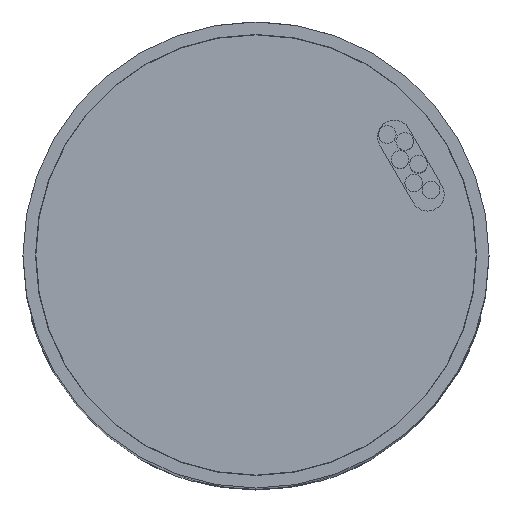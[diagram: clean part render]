
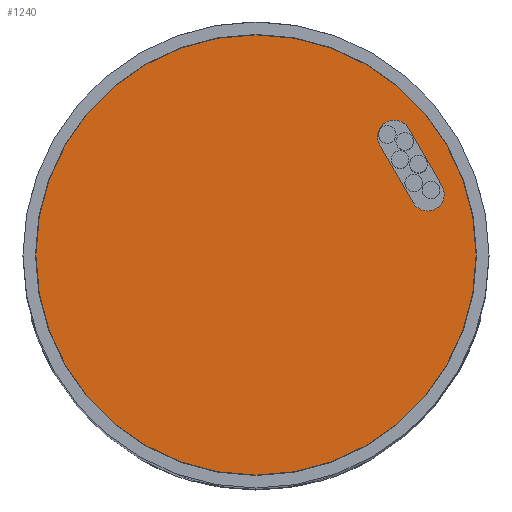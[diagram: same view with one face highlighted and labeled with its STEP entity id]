
A CAD part, top view. The second image highlights one B-rep face of the part: STEP entity #1240.
In plain terms, the highlighted planar face has unit normal (0, 0, 1).
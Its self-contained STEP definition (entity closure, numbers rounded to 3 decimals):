
#147 = CARTESIAN_POINT ( 'NONE',  ( 0., 0., 158. ) ) ;
#298 = CARTESIAN_POINT ( 'NONE',  ( 22.62, 7.286, 158. ) ) ;
#373 = CARTESIAN_POINT ( 'NONE',  ( 16.62, 14.214, 158. ) ) ;
#382 = CIRCLE ( 'NONE', #2216, 2. ) ;
#474 = EDGE_CURVE ( 'NONE', #3579, #3105, #5023, .T. ) ;
#626 = DIRECTION ( 'NONE',  ( 1., 0., 0. ) ) ;
#691 = ORIENTED_EDGE ( 'NONE', *, *, #5094, .T. ) ;
#725 = CARTESIAN_POINT ( 'NONE',  ( 20.62, 7.286, 158. ) ) ;
#840 = FACE_BOUND ( 'NONE', #2414, .T. ) ;
#853 = DIRECTION ( 'NONE',  ( 1., 0., 0. ) ) ;
#987 = ORIENTED_EDGE ( 'NONE', *, *, #5666, .F. ) ;
#1066 = CARTESIAN_POINT ( 'NONE',  ( 0., 0., 158. ) ) ;
#1180 = DIRECTION ( 'NONE',  ( 1., 0., 0. ) ) ;
#1240 = ADVANCED_FACE ( 'NONE', ( #840, #1618 ), #4068, .T. ) ;
#1417 = VECTOR ( 'NONE', #2082, 1000. ) ;
#1614 = AXIS2_PLACEMENT_3D ( 'NONE', #1066, #4763, #2966 ) ;
#1618 = FACE_OUTER_BOUND ( 'NONE', #4812, .T. ) ;
#1714 = LINE ( 'NONE', #2807, #1417 ) ;
#1839 = ORIENTED_EDGE ( 'NONE', *, *, #5019, .F. ) ;
#1878 = ORIENTED_EDGE ( 'NONE', *, *, #3315, .T. ) ;
#2008 = VERTEX_POINT ( 'NONE', #3433 ) ;
#2010 = VERTEX_POINT ( 'NONE', #4181 ) ;
#2082 = DIRECTION ( 'NONE',  ( -0.5, 0.866, 0. ) ) ;
#2093 = EDGE_CURVE ( 'NONE', #3093, #2008, #4628, .T. ) ;
#2216 = AXIS2_PLACEMENT_3D ( 'NONE', #725, #3937, #1180 ) ;
#2381 = ORIENTED_EDGE ( 'NONE', *, *, #474, .F. ) ;
#2414 = EDGE_LOOP ( 'NONE', ( #987, #3531, #4569, #1839, #2381 ) ) ;
#2416 = DIRECTION ( 'NONE',  ( 0.5, -0.866, 0. ) ) ;
#2579 = VECTOR ( 'NONE', #2416, 1000. ) ;
#2609 = DIRECTION ( 'NONE',  ( 0., 0., 1. ) ) ;
#2671 = EDGE_CURVE ( 'NONE', #2008, #2010, #1714, .T. ) ;
#2734 = CARTESIAN_POINT ( 'NONE',  ( 14.887, 13.214, 158. ) ) ;
#2807 = CARTESIAN_POINT ( 'NONE',  ( 18.352, 15.214, 158. ) ) ;
#2966 = DIRECTION ( 'NONE',  ( 1., 0., 0. ) ) ;
#3093 = VERTEX_POINT ( 'NONE', #298 ) ;
#3105 = VERTEX_POINT ( 'NONE', #4170 ) ;
#3299 = VERTEX_POINT ( 'NONE', #4749 ) ;
#3315 = EDGE_CURVE ( 'NONE', #3491, #3299, #5437, .T. ) ;
#3375 = DIRECTION ( 'NONE',  ( 0., 0., 1. ) ) ;
#3433 = CARTESIAN_POINT ( 'NONE',  ( 22.352, 8.286, 158. ) ) ;
#3437 = AXIS2_PLACEMENT_3D ( 'NONE', #5371, #2609, #5828 ) ;
#3491 = VERTEX_POINT ( 'NONE', #5810 ) ;
#3531 = ORIENTED_EDGE ( 'NONE', *, *, #2671, .F. ) ;
#3579 = VERTEX_POINT ( 'NONE', #4161 ) ;
#3596 = DIRECTION ( 'NONE',  ( 0., 0., 1. ) ) ;
#3621 = CIRCLE ( 'NONE', #3437, 26.45 ) ;
#3736 = AXIS2_PLACEMENT_3D ( 'NONE', #147, #3375, #626 ) ;
#3792 = CARTESIAN_POINT ( 'NONE',  ( 20.62, 7.286, 158. ) ) ;
#3937 = DIRECTION ( 'NONE',  ( 0., 0., 1. ) ) ;
#4068 = PLANE ( 'NONE',  #1614 ) ;
#4161 = CARTESIAN_POINT ( 'NONE',  ( 14.887, 13.214, 158. ) ) ;
#4170 = CARTESIAN_POINT ( 'NONE',  ( 18.887, 6.286, 158. ) ) ;
#4181 = CARTESIAN_POINT ( 'NONE',  ( 18.352, 15.214, 158. ) ) ;
#4569 = ORIENTED_EDGE ( 'NONE', *, *, #2093, .F. ) ;
#4628 = CIRCLE ( 'NONE', #5899, 2. ) ;
#4749 = CARTESIAN_POINT ( 'NONE',  ( 26.45, 0., 158. ) ) ;
#4763 = DIRECTION ( 'NONE',  ( 0., 0., 1. ) ) ;
#4812 = EDGE_LOOP ( 'NONE', ( #691, #1878 ) ) ;
#4894 = DIRECTION ( 'NONE',  ( 0., 0., 1. ) ) ;
#5019 = EDGE_CURVE ( 'NONE', #3105, #3093, #382, .T. ) ;
#5023 = LINE ( 'NONE', #2734, #2579 ) ;
#5094 = EDGE_CURVE ( 'NONE', #3299, #3491, #3621, .T. ) ;
#5192 = CIRCLE ( 'NONE', #5457, 2. ) ;
#5371 = CARTESIAN_POINT ( 'NONE',  ( 0., 0., 158. ) ) ;
#5437 = CIRCLE ( 'NONE', #3736, 26.45 ) ;
#5457 = AXIS2_PLACEMENT_3D ( 'NONE', #373, #3596, #853 ) ;
#5661 = DIRECTION ( 'NONE',  ( 1., 0., 0. ) ) ;
#5666 = EDGE_CURVE ( 'NONE', #2010, #3579, #5192, .T. ) ;
#5810 = CARTESIAN_POINT ( 'NONE',  ( -26.45, 0., 158. ) ) ;
#5828 = DIRECTION ( 'NONE',  ( 1., 0., 0. ) ) ;
#5899 = AXIS2_PLACEMENT_3D ( 'NONE', #3792, #4894, #5661 ) ;
